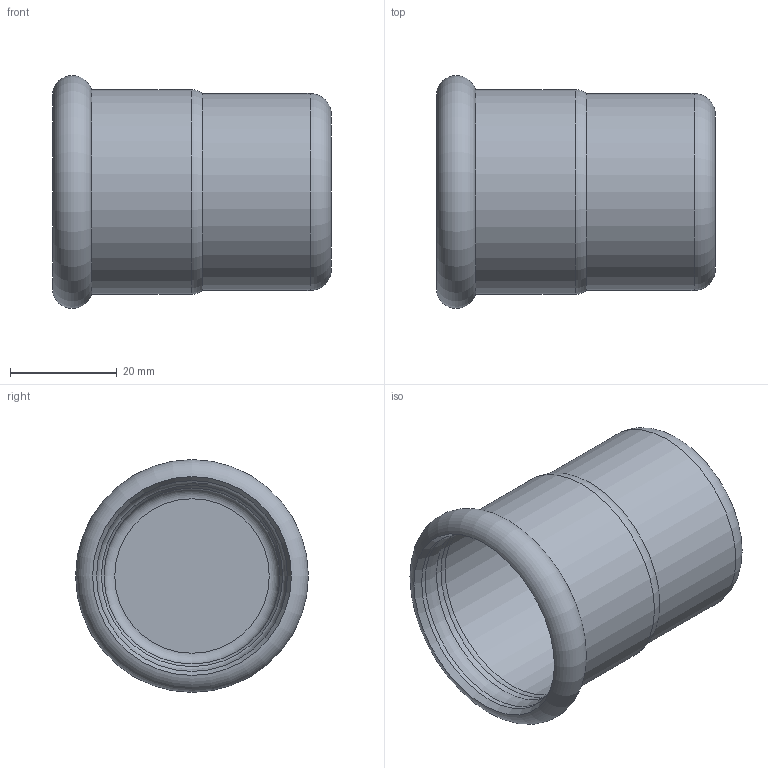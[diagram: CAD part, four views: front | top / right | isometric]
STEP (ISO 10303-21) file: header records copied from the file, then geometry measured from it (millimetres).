
FILE_DESCRIPTION(/* description */ ('Tappo di chiusura DN35'),/* implementation_level */ '2;1');
FILE_NAME(/* name */ '183035003_Inoxpres.stp',/* time_stamp */ '2022-10-11T12:07:25+02:00',/* author */ ('Vault'),/* organization */ ('Raccorderie metalliche s.p.a. '),/* preprocessor_version */ 'ST-DEVELOPER v18.1',/* originating_system */ 'Autodesk Inventor 2020',/* authorisation */ 'Raccorderie metalliche s.p.a. ');
FILE_SCHEMA (('AUTOMOTIVE_DESIGN { 1 0 10303 214 3 1 1 }'));
Length unit declared in the file: millimetre
Products named in the file (1): 183035003_Inoxpres
Bounding box: 52.3 x 43.68 x 43.68 mm (x, y, z)
Volume: 12649.6 mm3; surface area: 13839.9 mm2
Topology: 1 solids, 1 shells, 18 faces, 58 edges, 42 vertices
Faces by surface type: torus 7, cylinder 7, plane 2, cone 2
Full cylindrical faces by diameter (mm): 33 x1, 34 x1, 35.4 x1, 35.8 x2, 37 x1, 38.4 x1
Entity records: 732 total; most frequent: DIRECTION 145, CARTESIAN_POINT 119, ORIENTED_EDGE 116, AXIS2_PLACEMENT_3D 68, EDGE_CURVE 58, CIRCLE 49, VERTEX_POINT 42, FACE_OUTER_BOUND 18
